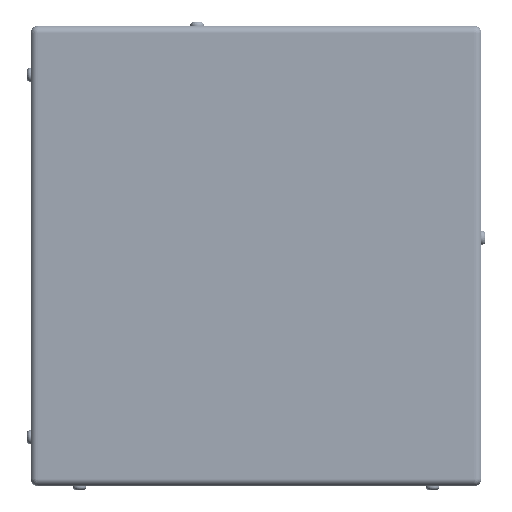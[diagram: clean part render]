
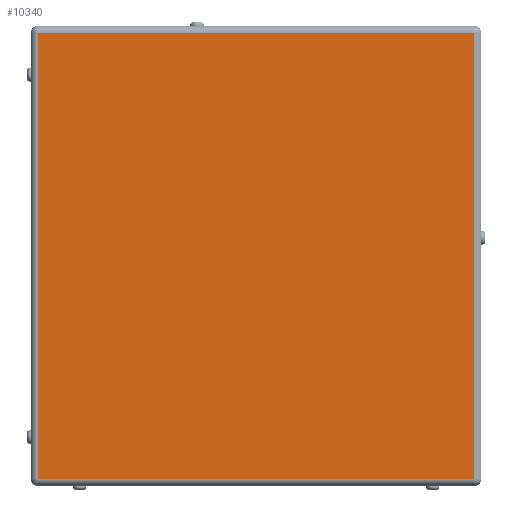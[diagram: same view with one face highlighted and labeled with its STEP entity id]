
A CAD part, front view. The second image highlights one B-rep face of the part: STEP entity #10340.
In plain terms, the highlighted face is planar.
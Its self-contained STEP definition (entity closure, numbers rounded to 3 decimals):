
#826=LINE('',#16032,#1422);
#828=LINE('',#16035,#1424);
#831=LINE('',#16040,#1427);
#833=LINE('',#16043,#1429);
#1422=VECTOR('',#12834,241.);
#1424=VECTOR('',#12838,246.);
#1427=VECTOR('',#12845,246.);
#1429=VECTOR('',#12849,241.);
#2242=PLANE('',#11116);
#3010=FACE_OUTER_BOUND('',#3684,.T.);
#3684=EDGE_LOOP('',(#7883,#7884,#7885,#7886));
#5038=VERTEX_POINT('',#16007);
#5041=VERTEX_POINT('',#16014);
#5043=VERTEX_POINT('',#16019);
#5044=VERTEX_POINT('',#16024);
#6123=EDGE_CURVE('',#5043,#5044,#826,.T.);
#6125=EDGE_CURVE('',#5044,#5041,#828,.T.);
#6128=EDGE_CURVE('',#5038,#5043,#831,.T.);
#6130=EDGE_CURVE('',#5041,#5038,#833,.T.);
#7883=ORIENTED_EDGE('',*,*,#6123,.F.);
#7884=ORIENTED_EDGE('',*,*,#6128,.F.);
#7885=ORIENTED_EDGE('',*,*,#6130,.F.);
#7886=ORIENTED_EDGE('',*,*,#6125,.F.);
#10340=ADVANCED_FACE('',(#3010),#2242,.F.);
#11116=AXIS2_PLACEMENT_3D('',#16052,#12862,#12863);
#12834=DIRECTION('',(1.,0.,0.));
#12838=DIRECTION('',(0.,1.,0.));
#12845=DIRECTION('',(0.,-1.,0.));
#12849=DIRECTION('',(-1.,0.,0.));
#12862=DIRECTION('center_axis',(0.,0.,1.));
#12863=DIRECTION('ref_axis',(1.,0.,0.));
#16007=CARTESIAN_POINT('',(4.,250.,0.));
#16014=CARTESIAN_POINT('',(245.,250.,0.));
#16019=CARTESIAN_POINT('',(4.,4.,0.));
#16024=CARTESIAN_POINT('',(245.,4.,0.));
#16032=CARTESIAN_POINT('',(186.75,4.,0.));
#16035=CARTESIAN_POINT('',(245.,190.5,0.));
#16040=CARTESIAN_POINT('',(4.,63.5,0.));
#16043=CARTESIAN_POINT('',(62.25,250.,0.));
#16052=CARTESIAN_POINT('Origin',(124.5,127.,0.));
